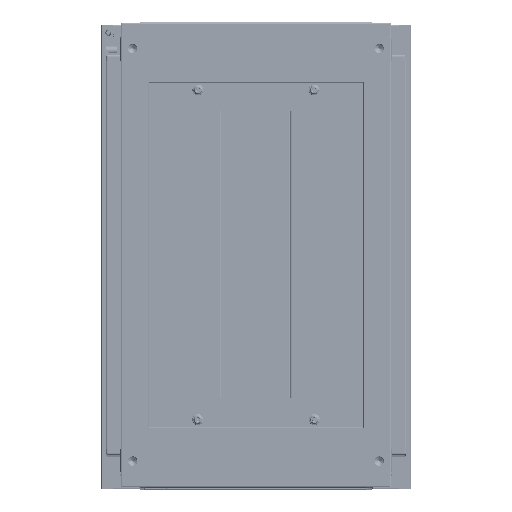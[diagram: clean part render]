
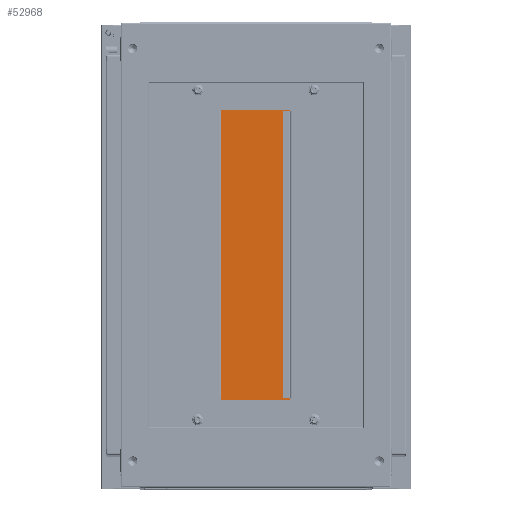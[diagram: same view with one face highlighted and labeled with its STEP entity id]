
A CAD part, top view. The second image highlights one B-rep face of the part: STEP entity #52968.
In plain terms, the highlighted face is planar.
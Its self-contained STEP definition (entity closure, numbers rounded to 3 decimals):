
#4006 = CARTESIAN_POINT ( 'NONE',  ( 185., -49., 1.5 ) ) ;
#4017 = CARTESIAN_POINT ( 'NONE',  ( 200., -49., 1.5 ) ) ;
#4053 = CARTESIAN_POINT ( 'NONE',  ( -200., -49., 1.5 ) ) ;
#4067 = CARTESIAN_POINT ( 'NONE',  ( 185., -47.99, 1.5 ) ) ;
#4083 = CARTESIAN_POINT ( 'NONE',  ( 200., 49., 1.5 ) ) ;
#4552 = CARTESIAN_POINT ( 'NONE',  ( -185., -49., 1.5 ) ) ;
#4638 = CARTESIAN_POINT ( 'NONE',  ( -200., 49., 1.5 ) ) ;
#4644 = CARTESIAN_POINT ( 'NONE',  ( -185., -47.99, 1.5 ) ) ;
#17035 = EDGE_LOOP ( 'NONE', ( #118180, #118179, #118178, #118177, #118176, #118175, #118174, #118173 ) ) ;
#21554 = LINE ( 'NONE', #25075, #21592 ) ;
#21558 = LINE ( 'NONE', #25095, #21616 ) ;
#21584 = LINE ( 'NONE', #25088, #21586 ) ;
#21586 = VECTOR ( 'NONE', #25090, 1000. ) ;
#21588 = LINE ( 'NONE', #25092, #21590 ) ;
#21590 = VECTOR ( 'NONE', #25094, 1000. ) ;
#21592 = VECTOR ( 'NONE', #25097, 1000. ) ;
#21596 = LINE ( 'NONE', #25098, #21598 ) ;
#21598 = VECTOR ( 'NONE', #25100, 1000. ) ;
#21600 = LINE ( 'NONE', #25102, #21602 ) ;
#21602 = VECTOR ( 'NONE', #25104, 1000. ) ;
#21604 = LINE ( 'NONE', #25105, #21606 ) ;
#21606 = VECTOR ( 'NONE', #25106, 1000. ) ;
#21608 = LINE ( 'NONE', #25109, #21610 ) ;
#21610 = VECTOR ( 'NONE', #25110, 1000. ) ;
#21616 = VECTOR ( 'NONE', #25119, 1000. ) ;
#25075 = CARTESIAN_POINT ( 'NONE',  ( 200., 49., 1.5 ) ) ;
#25088 = CARTESIAN_POINT ( 'NONE',  ( -185., -48., 1.5 ) ) ;
#25090 = DIRECTION ( 'NONE',  ( 0., -1., 0. ) ) ;
#25092 = CARTESIAN_POINT ( 'NONE',  ( -200., -49., 1.5 ) ) ;
#25094 = DIRECTION ( 'NONE',  ( 1., 0., 0. ) ) ;
#25095 = CARTESIAN_POINT ( 'NONE',  ( -200., 49., 1.5 ) ) ;
#25097 = DIRECTION ( 'NONE',  ( 0., 1., 0. ) ) ;
#25098 = CARTESIAN_POINT ( 'NONE',  ( 185., -47.99, 1.5 ) ) ;
#25100 = DIRECTION ( 'NONE',  ( -1., 0., 0. ) ) ;
#25102 = CARTESIAN_POINT ( 'NONE',  ( 185., -48., 1.5 ) ) ;
#25104 = DIRECTION ( 'NONE',  ( 0., -1., 0. ) ) ;
#25105 = CARTESIAN_POINT ( 'NONE',  ( -200., -49., 1.5 ) ) ;
#25106 = DIRECTION ( 'NONE',  ( 1., 0., 0. ) ) ;
#25109 = CARTESIAN_POINT ( 'NONE',  ( -200., 49., 1.5 ) ) ;
#25110 = DIRECTION ( 'NONE',  ( 0., -1., 0. ) ) ;
#25119 = DIRECTION ( 'NONE',  ( -1., 0., 0. ) ) ;
#26887 = FACE_OUTER_BOUND ( 'NONE', #17035, .T. ) ;
#52968 = ADVANCED_FACE ( 'NONE', ( #26887 ), #98436, .T. ) ;
#87285 = EDGE_CURVE ( 'NONE', #121564, #121525, #21584, .T. ) ;
#87286 = EDGE_CURVE ( 'NONE', #121046, #121525, #21588, .T. ) ;
#87287 = EDGE_CURVE ( 'NONE', #120956, #121122, #21554, .T. ) ;
#87288 = EDGE_CURVE ( 'NONE', #121053, #121564, #21596, .T. ) ;
#87289 = EDGE_CURVE ( 'NONE', #121053, #120901, #21600, .T. ) ;
#87290 = EDGE_CURVE ( 'NONE', #120901, #120956, #21604, .T. ) ;
#87291 = EDGE_CURVE ( 'NONE', #121562, #121046, #21608, .T. ) ;
#87293 = EDGE_CURVE ( 'NONE', #121122, #121562, #21558, .T. ) ;
#98434 = CARTESIAN_POINT ( 'NONE',  ( -200., -49., 1.5 ) ) ;
#98436 = PLANE ( 'NONE',  #104201 ) ;
#98447 = DIRECTION ( 'NONE',  ( 0., 0., 1. ) ) ;
#98449 = DIRECTION ( 'NONE',  ( 1., 0., 0. ) ) ;
#104201 = AXIS2_PLACEMENT_3D ( 'NONE', #98434, #98447, #98449 ) ;
#118173 = ORIENTED_EDGE ( 'NONE', *, *, #87285, .F. ) ;
#118174 = ORIENTED_EDGE ( 'NONE', *, *, #87286, .T. ) ;
#118175 = ORIENTED_EDGE ( 'NONE', *, *, #87291, .T. ) ;
#118176 = ORIENTED_EDGE ( 'NONE', *, *, #87293, .T. ) ;
#118177 = ORIENTED_EDGE ( 'NONE', *, *, #87287, .T. ) ;
#118178 = ORIENTED_EDGE ( 'NONE', *, *, #87290, .T. ) ;
#118179 = ORIENTED_EDGE ( 'NONE', *, *, #87289, .T. ) ;
#118180 = ORIENTED_EDGE ( 'NONE', *, *, #87288, .F. ) ;
#120901 = VERTEX_POINT ( 'NONE', #4006 ) ;
#120956 = VERTEX_POINT ( 'NONE', #4017 ) ;
#121046 = VERTEX_POINT ( 'NONE', #4053 ) ;
#121053 = VERTEX_POINT ( 'NONE', #4067 ) ;
#121122 = VERTEX_POINT ( 'NONE', #4083 ) ;
#121525 = VERTEX_POINT ( 'NONE', #4552 ) ;
#121562 = VERTEX_POINT ( 'NONE', #4638 ) ;
#121564 = VERTEX_POINT ( 'NONE', #4644 ) ;
